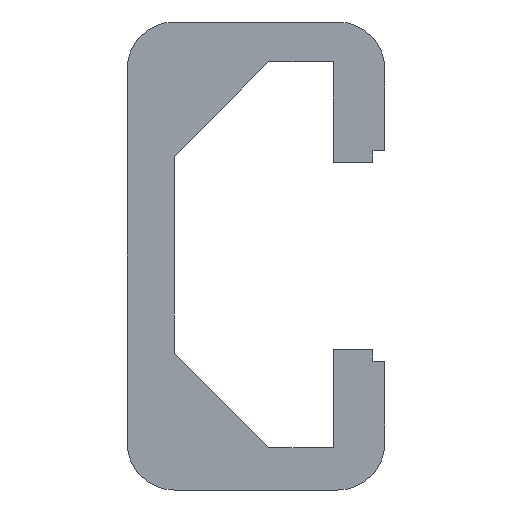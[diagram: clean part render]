
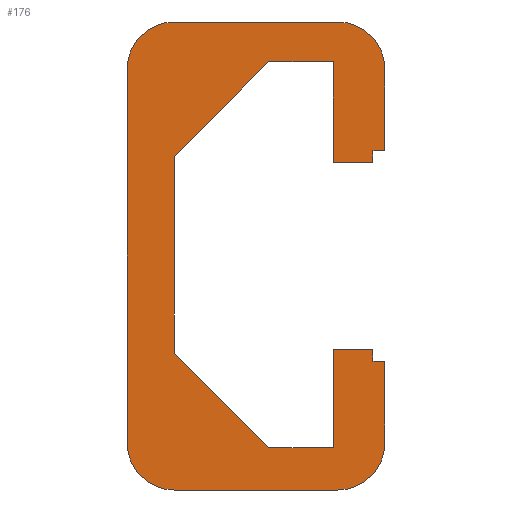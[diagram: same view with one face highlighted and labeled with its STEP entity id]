
A CAD part, front view. The second image highlights one B-rep face of the part: STEP entity #176.
In plain terms, the highlighted planar face has unit normal (0, -1, 0).
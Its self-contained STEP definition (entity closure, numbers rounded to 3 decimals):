
#176=ADVANCED_FACE('',(#224),#225,.T.);
#224=FACE_OUTER_BOUND('',#272,.T.);
#225=PLANE('',#273);
#272=EDGE_LOOP('',(#453,#454,#455,#456,#457,#458,#459,#460,#461,#462,#463,#464,#465,#466,#467,#468,#469,#470,#471,#472,#473,#474));
#273=AXIS2_PLACEMENT_3D('',#475,#476,#477);
#453=ORIENTED_EDGE('',*,*,#482,.T.);
#454=ORIENTED_EDGE('',*,*,#478,.T.);
#455=ORIENTED_EDGE('',*,*,#542,.T.);
#456=ORIENTED_EDGE('',*,*,#539,.T.);
#457=ORIENTED_EDGE('',*,*,#536,.T.);
#458=ORIENTED_EDGE('',*,*,#533,.T.);
#459=ORIENTED_EDGE('',*,*,#530,.T.);
#460=ORIENTED_EDGE('',*,*,#527,.T.);
#461=ORIENTED_EDGE('',*,*,#524,.T.);
#462=ORIENTED_EDGE('',*,*,#521,.T.);
#463=ORIENTED_EDGE('',*,*,#518,.T.);
#464=ORIENTED_EDGE('',*,*,#515,.T.);
#465=ORIENTED_EDGE('',*,*,#512,.T.);
#466=ORIENTED_EDGE('',*,*,#509,.T.);
#467=ORIENTED_EDGE('',*,*,#506,.T.);
#468=ORIENTED_EDGE('',*,*,#503,.T.);
#469=ORIENTED_EDGE('',*,*,#500,.T.);
#470=ORIENTED_EDGE('',*,*,#497,.T.);
#471=ORIENTED_EDGE('',*,*,#494,.T.);
#472=ORIENTED_EDGE('',*,*,#491,.T.);
#473=ORIENTED_EDGE('',*,*,#488,.T.);
#474=ORIENTED_EDGE('',*,*,#485,.T.);
#475=CARTESIAN_POINT('',(0.,0.0,0.0));
#476=DIRECTION('',(0.,-1.0,0.0));
#477=DIRECTION('',(-1.0,0.,0.0));
#478=EDGE_CURVE('',#544,#545,#546,.T.);
#482=EDGE_CURVE('',#552,#544,#553,.T.);
#485=EDGE_CURVE('',#557,#552,#558,.T.);
#488=EDGE_CURVE('',#562,#557,#563,.T.);
#491=EDGE_CURVE('',#567,#562,#568,.T.);
#494=EDGE_CURVE('',#572,#567,#573,.T.);
#497=EDGE_CURVE('',#577,#572,#578,.T.);
#500=EDGE_CURVE('',#582,#577,#583,.T.);
#503=EDGE_CURVE('',#587,#582,#588,.T.);
#506=EDGE_CURVE('',#592,#587,#593,.T.);
#509=EDGE_CURVE('',#597,#592,#598,.T.);
#512=EDGE_CURVE('',#602,#597,#603,.T.);
#515=EDGE_CURVE('',#607,#602,#608,.T.);
#518=EDGE_CURVE('',#612,#607,#613,.T.);
#521=EDGE_CURVE('',#617,#612,#618,.T.);
#524=EDGE_CURVE('',#622,#617,#623,.T.);
#527=EDGE_CURVE('',#627,#622,#628,.T.);
#530=EDGE_CURVE('',#632,#627,#633,.T.);
#533=EDGE_CURVE('',#637,#632,#638,.T.);
#536=EDGE_CURVE('',#642,#637,#643,.T.);
#539=EDGE_CURVE('',#647,#642,#648,.T.);
#542=EDGE_CURVE('',#545,#647,#652,.T.);
#544=VERTEX_POINT('',#654);
#545=VERTEX_POINT('',#655);
#546=LINE('',#656,#657);
#552=VERTEX_POINT('',#666);
#553=CIRCLE('',#667,2.0);
#557=VERTEX_POINT('',#672);
#558=LINE('',#673,#674);
#562=VERTEX_POINT('',#680);
#563=LINE('',#681,#682);
#567=VERTEX_POINT('',#688);
#568=LINE('',#689,#690);
#572=VERTEX_POINT('',#696);
#573=LINE('',#697,#698);
#577=VERTEX_POINT('',#704);
#578=LINE('',#705,#706);
#582=VERTEX_POINT('',#712);
#583=LINE('',#713,#714);
#587=VERTEX_POINT('',#720);
#588=LINE('',#721,#722);
#592=VERTEX_POINT('',#728);
#593=LINE('',#729,#730);
#597=VERTEX_POINT('',#736);
#598=LINE('',#737,#738);
#602=VERTEX_POINT('',#744);
#603=LINE('',#745,#746);
#607=VERTEX_POINT('',#752);
#608=LINE('',#753,#754);
#612=VERTEX_POINT('',#760);
#613=LINE('',#761,#762);
#617=VERTEX_POINT('',#768);
#618=LINE('',#769,#770);
#622=VERTEX_POINT('',#776);
#623=LINE('',#777,#778);
#627=VERTEX_POINT('',#784);
#628=LINE('',#785,#786);
#632=VERTEX_POINT('',#792);
#633=CIRCLE('',#793,2.0);
#637=VERTEX_POINT('',#798);
#638=LINE('',#799,#800);
#642=VERTEX_POINT('',#806);
#643=CIRCLE('',#807,2.0);
#647=VERTEX_POINT('',#812);
#648=LINE('',#813,#814);
#652=CIRCLE('',#820,2.);
#654=CARTESIAN_POINT('',(3.5,0.0,10.0));
#655=CARTESIAN_POINT('',(-3.5,0.0,10.0));
#656=CARTESIAN_POINT('',(0.,0.0,10.0));
#657=VECTOR('',#822,1.0);
#666=CARTESIAN_POINT('',(5.5,0.0,8.0));
#667=AXIS2_PLACEMENT_3D('',#826,#827,#828);
#672=CARTESIAN_POINT('',(5.5,0.0,4.5));
#673=CARTESIAN_POINT('',(5.5,0.0,6.25));
#674=VECTOR('',#833,1.0);
#680=CARTESIAN_POINT('',(5.,0.0,4.5));
#681=CARTESIAN_POINT('',(5.25,0.0,4.5));
#682=VECTOR('',#836,1.0);
#688=CARTESIAN_POINT('',(5.,0.0,4.));
#689=CARTESIAN_POINT('',(5.,0.0,4.25));
#690=VECTOR('',#839,1.0);
#696=CARTESIAN_POINT('',(3.3,0.0,4.));
#697=CARTESIAN_POINT('',(4.15,0.0,4.));
#698=VECTOR('',#842,1.0);
#704=CARTESIAN_POINT('',(3.3,0.0,8.3));
#705=CARTESIAN_POINT('',(3.3,0.0,6.15));
#706=VECTOR('',#845,1.0);
#712=CARTESIAN_POINT('',(0.55,0.0,8.3));
#713=CARTESIAN_POINT('',(1.925,0.0,8.3));
#714=VECTOR('',#848,1.0);
#720=CARTESIAN_POINT('',(-3.5,0.0,4.25));
#721=CARTESIAN_POINT('',(-1.475,0.0,6.275));
#722=VECTOR('',#851,1.0);
#728=CARTESIAN_POINT('',(-3.5,0.0,-4.15));
#729=CARTESIAN_POINT('',(-3.5,0.0,0.05));
#730=VECTOR('',#854,1.0);
#736=CARTESIAN_POINT('',(0.55,0.0,-8.2));
#737=CARTESIAN_POINT('',(-1.475,0.0,-6.175));
#738=VECTOR('',#857,1.0);
#744=CARTESIAN_POINT('',(3.3,0.0,-8.2));
#745=CARTESIAN_POINT('',(1.925,0.0,-8.2));
#746=VECTOR('',#860,1.0);
#752=CARTESIAN_POINT('',(3.3,0.0,-4.0));
#753=CARTESIAN_POINT('',(3.3,0.0,-6.1));
#754=VECTOR('',#863,1.0);
#760=CARTESIAN_POINT('',(5.0,0.0,-4.0));
#761=CARTESIAN_POINT('',(4.15,0.0,-4.0));
#762=VECTOR('',#866,1.0);
#768=CARTESIAN_POINT('',(5.0,0.0,-4.5));
#769=CARTESIAN_POINT('',(5.0,0.0,-4.25));
#770=VECTOR('',#869,1.0);
#776=CARTESIAN_POINT('',(5.5,0.0,-4.5));
#777=CARTESIAN_POINT('',(5.25,0.0,-4.5));
#778=VECTOR('',#872,1.0);
#784=CARTESIAN_POINT('',(5.5,0.0,-8.0));
#785=CARTESIAN_POINT('',(5.5,0.0,-6.25));
#786=VECTOR('',#875,1.0);
#792=CARTESIAN_POINT('',(3.5,0.0,-10.0));
#793=AXIS2_PLACEMENT_3D('',#878,#879,#880);
#798=CARTESIAN_POINT('',(-3.5,0.0,-10.0));
#799=CARTESIAN_POINT('',(0.,0.0,-10.0));
#800=VECTOR('',#885,1.0);
#806=CARTESIAN_POINT('',(-5.5,0.0,-8.0));
#807=AXIS2_PLACEMENT_3D('',#888,#889,#890);
#812=CARTESIAN_POINT('',(-5.5,0.,8.0));
#813=CARTESIAN_POINT('',(-5.5,0.0,0.));
#814=VECTOR('',#895,1.0);
#820=AXIS2_PLACEMENT_3D('',#898,#899,#900);
#822=DIRECTION('',(-1.0,0.,0.));
#826=CARTESIAN_POINT('',(3.5,0.0,8.0));
#827=DIRECTION('',(0.,-1.0,0.0));
#828=DIRECTION('',(1.0,0.,0.0));
#833=DIRECTION('',(0.,0.,1.0));
#836=DIRECTION('',(1.0,0.,0.0));
#839=DIRECTION('',(0.,0.,1.0));
#842=DIRECTION('',(1.0,0.,0.0));
#845=DIRECTION('',(0.,0.,-1.0));
#848=DIRECTION('',(1.0,0.,0.0));
#851=DIRECTION('',(0.707,0.,0.707));
#854=DIRECTION('',(0.,0.,1.0));
#857=DIRECTION('',(-0.707,0.,0.707));
#860=DIRECTION('',(-1.0,0.,0.));
#863=DIRECTION('',(0.,0.,-1.0));
#866=DIRECTION('',(-1.0,0.,0.));
#869=DIRECTION('',(0.,0.,1.0));
#872=DIRECTION('',(-1.0,0.,0.));
#875=DIRECTION('',(0.,0.,1.0));
#878=CARTESIAN_POINT('',(3.5,0.0,-8.0));
#879=DIRECTION('',(0.,-1.0,0.0));
#880=DIRECTION('',(1.0,0.,0.0));
#885=DIRECTION('',(1.0,0.,0.0));
#888=CARTESIAN_POINT('',(-3.5,0.0,-8.0));
#889=DIRECTION('',(0.,-1.0,0.0));
#890=DIRECTION('',(1.0,0.,0.0));
#895=DIRECTION('',(0.,0.,-1.0));
#898=CARTESIAN_POINT('',(-3.5,0.0,8.0));
#899=DIRECTION('',(0.,-1.0,0.0));
#900=DIRECTION('',(1.0,0.,0.0));
